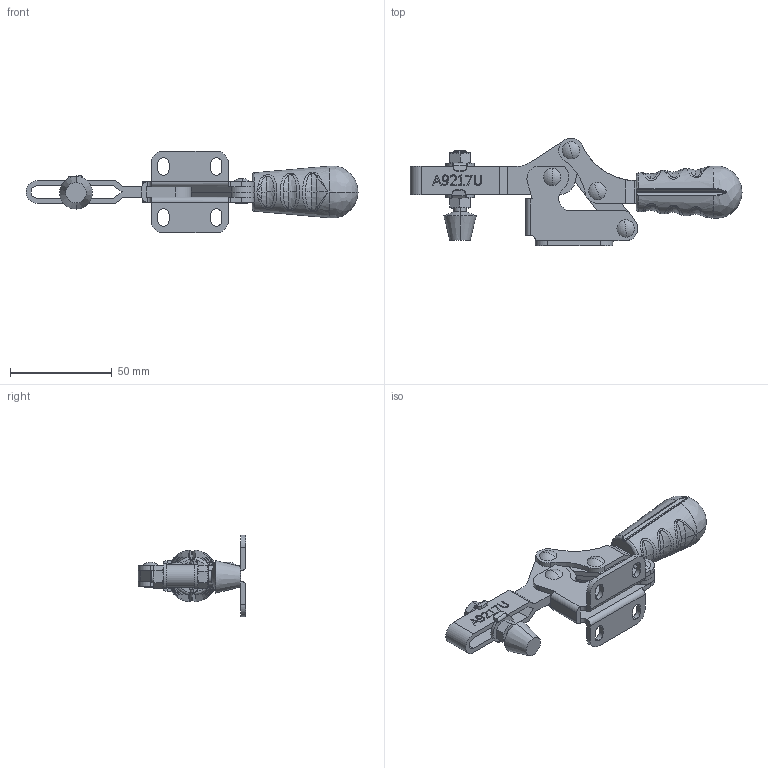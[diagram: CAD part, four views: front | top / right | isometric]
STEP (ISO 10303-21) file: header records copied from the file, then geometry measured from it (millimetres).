
FILE_DESCRIPTION (( 'STEP AP214' ), '1' );
FILE_NAME ('A9217U.STEP', '2024-01-11T05:41:03', ( '' ), ( '' ), 'SwSTEP 2.0', 'SolidWorks 2016', '' );
FILE_SCHEMA (( 'AUTOMOTIVE_DESIGN' ));
Length unit declared in the file: millimetre
Products named in the file (10): A-2-5; Revit-3.0-4_D4.8-L10.0; hexagon nut_2_jis_JIS B 1181 Hexagon nut - Class 2 Finished M6 --N; 1A9217U01忒參; 7406044; 1A9217U13菁釱; GH-FW-140; 壓把; 1A9217U05LINK; A9217U
Assembly tree (15 placements, depth 2):
  A9217U
    1A9217U13菁釱
    壓把
    1A9217U05LINK  x2
    1A9217U01忒參
    A-2-5
    Revit-3.0-4_D4.8-L10.0  x4
    hexagon nut_2_jis_JIS B 1181 Hexagon nut - Class 2 Finished M6 --N  x2
    GH-FW-140  x2
    7406044
Bounding box: 162.99 x 52.84 x 40 mm (x, y, z)
Volume: 44180.6 mm3; surface area: 30103.8 mm2
Topology: 15 solids, 15 shells, 518 faces, 1292 edges, 809 vertices
Faces by surface type: plane 197, cylinder 150, bspline 99, cone 48, torus 16, sphere 8
Entity records: 21112 total; most frequent: CARTESIAN_POINT 11223, ORIENTED_EDGE 2066, DIRECTION 1779, EDGE_CURVE 1033, VERTEX_POINT 661, AXIS2_PLACEMENT_3D 627, LINE 525, VECTOR 525
